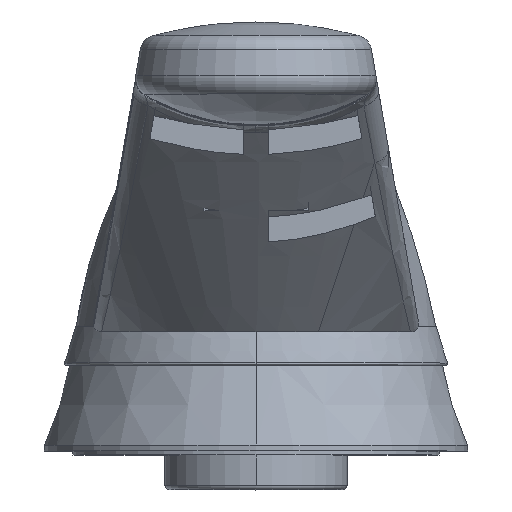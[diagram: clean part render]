
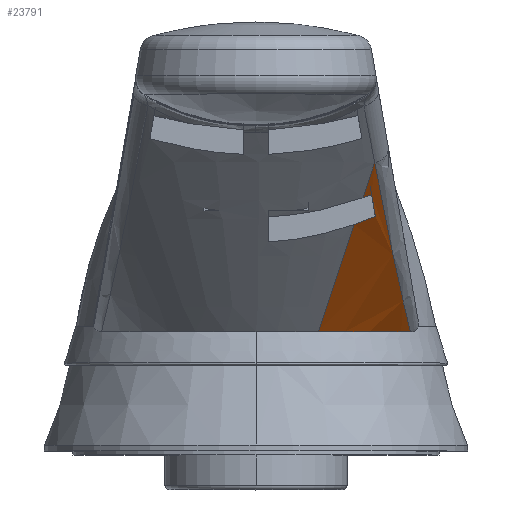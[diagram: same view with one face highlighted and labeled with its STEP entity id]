
A CAD part, top view. The second image highlights one B-rep face of the part: STEP entity #23791.
In plain terms, the highlighted conical face has half-angle 44.289 degrees and reference radius 43.303 mm.
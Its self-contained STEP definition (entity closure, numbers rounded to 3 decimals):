
#462=CARTESIAN_POINT('',(14.016,6.292,622.866));
#464=CARTESIAN_POINT('',(14.016,6.292,622.866));
#465=CARTESIAN_POINT('',(14.312,6.292,622.759));
#466=CARTESIAN_POINT('',(14.907,6.292,622.531));
#467=CARTESIAN_POINT('',(15.834,6.292,622.14));
#468=CARTESIAN_POINT('',(16.732,6.292,621.726));
#469=CARTESIAN_POINT('',(17.617,6.292,621.282));
#470=CARTESIAN_POINT('',(18.489,6.292,620.808));
#471=CARTESIAN_POINT('',(19.344,6.292,620.305));
#472=CARTESIAN_POINT('',(20.183,6.292,619.773));
#473=CARTESIAN_POINT('',(21.003,6.292,619.215));
#474=CARTESIAN_POINT('',(21.804,6.293,618.629));
#475=CARTESIAN_POINT('',(22.585,6.293,618.017));
#476=CARTESIAN_POINT('',(23.345,6.293,617.379));
#477=CARTESIAN_POINT('',(24.084,6.293,616.716));
#478=CARTESIAN_POINT('',(24.801,6.293,616.029));
#479=CARTESIAN_POINT('',(25.494,6.293,615.319));
#480=CARTESIAN_POINT('',(26.163,6.293,614.586));
#481=CARTESIAN_POINT('',(26.807,6.293,613.831));
#482=CARTESIAN_POINT('',(27.426,6.293,613.055));
#483=CARTESIAN_POINT('',(28.018,6.294,612.26));
#484=CARTESIAN_POINT('',(28.584,6.294,611.444));
#485=CARTESIAN_POINT('',(28.944,6.294,610.888));
#486=CARTESIAN_POINT('',(29.119,6.294,610.607));
#592=CARTESIAN_POINT('',(23.254,33.923,648.187));
#594=DIRECTION('',(-0.239,-0.716,-0.656));
#595=VECTOR('',#594,7.983);
#596=CARTESIAN_POINT('',(23.254,33.923,648.187));
#597=LINE('',#596,#595);
#638=CARTESIAN_POINT('',(19.884,23.843,638.95));
#5940=CARTESIAN_POINT('',(23.254,33.923,648.187));
#5941=CARTESIAN_POINT('',(23.756,31.322,645.303));
#5942=CARTESIAN_POINT('',(24.775,26.109,639.399));
#5943=CARTESIAN_POINT('',(26.053,19.845,631.8));
#5944=CARTESIAN_POINT('',(27.072,15.087,625.459));
#5945=CARTESIAN_POINT('',(27.783,11.888,620.809));
#5946=CARTESIAN_POINT('',(28.356,9.42,616.774));
#5947=CARTESIAN_POINT('',(28.791,7.611,613.425));
#5948=CARTESIAN_POINT('',(29.013,6.716,611.557));
#5949=CARTESIAN_POINT('',(29.119,6.294,610.607));
#5951=DIRECTION('',(0.239,0.716,0.656));
#5952=VECTOR('',#5951,24.518);
#5953=CARTESIAN_POINT('',(14.016,6.292,622.866));
#5954=LINE('',#5953,#5952);
#5959=CARTESIAN_POINT('',(23.366,25.181,638.951));
#5960=CARTESIAN_POINT('',(22.974,25.018,638.951));
#5961=CARTESIAN_POINT('',(22.195,24.702,638.951));
#5962=CARTESIAN_POINT('',(21.035,24.256,638.95));
#5963=CARTESIAN_POINT('',(20.267,23.978,638.95));
#5964=CARTESIAN_POINT('',(19.884,23.843,638.95));
#6014=CARTESIAN_POINT('',(21.344,28.208,642.95));
#6015=CARTESIAN_POINT('',(21.499,28.263,642.95));
#6016=CARTESIAN_POINT('',(21.811,28.374,642.951));
#6017=CARTESIAN_POINT('',(22.281,28.545,642.951));
#6018=CARTESIAN_POINT('',(22.595,28.662,642.951));
#6019=CARTESIAN_POINT('',(22.753,28.721,642.951));
#6049=CARTESIAN_POINT('',(22.753,28.721,642.951));
#6050=CARTESIAN_POINT('',(22.826,28.297,642.476));
#6051=CARTESIAN_POINT('',(22.97,27.468,641.548));
#6052=CARTESIAN_POINT('',(23.173,26.291,640.217));
#6053=CARTESIAN_POINT('',(23.303,25.544,639.367));
#6054=CARTESIAN_POINT('',(23.366,25.181,638.951));
#8829=VERTEX_POINT('',#462);
#8830=VERTEX_POINT('',#486);
#8853=VERTEX_POINT('',#592);
#8854=CARTESIAN_POINT('',(21.344,28.208,642.95));
#8855=VERTEX_POINT('',#8854);
#8858=VERTEX_POINT('',#638);
#9380=VERTEX_POINT('',#5959);
#9381=VERTEX_POINT('',#6049);
#23774=CARTESIAN_POINT('',(3.795,20.108,594.846));
#23775=DIRECTION('',(0.,1.,0.));
#23776=DIRECTION('',(0.343,0.,0.939));
#23777=AXIS2_PLACEMENT_3D('',#23774,#23775,#23776);
#23778=CONICAL_SURFACE('',#23777,43.303,44.289);
#23780=ORIENTED_EDGE('',*,*,#23779,.F.);
#23782=ORIENTED_EDGE('',*,*,#23781,.F.);
#23784=ORIENTED_EDGE('',*,*,#23783,.F.);
#23785=ORIENTED_EDGE('',*,*,#12432,.F.);
#23786=ORIENTED_EDGE('',*,*,#13595,.T.);
#23787=ORIENTED_EDGE('',*,*,#11342,.F.);
#23788=ORIENTED_EDGE('',*,*,#12440,.T.);
#23789=EDGE_LOOP('',(#23780,#23782,#23784,#23785,#23786,#23787,#23788));
#23790=FACE_OUTER_BOUND('',#23789,.F.);
#487=B_SPLINE_CURVE_WITH_KNOTS('',3,(#464,#465,#466,#467,#468,#469,#470,#471,
#472,#473,#474,#475,#476,#477,#478,#479,#480,#481,#482,#483,#484,#485,#486),
.UNSPECIFIED.,.F.,.F.,(4,1,1,1,1,1,1,1,1,1,1,1,1,1,1,1,1,1,1,1,4),(0.,0.05,
0.1,0.15,0.2,0.25,0.3,0.35,0.4,0.45,0.5,0.55,0.6,0.65,
0.7,0.75,0.8,0.85,0.9,0.95,1.),.UNSPECIFIED.);
#5950=B_SPLINE_CURVE_WITH_KNOTS('',3,(#5940,#5941,#5942,#5943,#5944,#5945,#5946,
#5947,#5948,#5949),.UNSPECIFIED.,.F.,.F.,(4,1,1,1,1,1,1,4),(0.,
0.252,0.511,0.636,0.761,
0.871,0.936,1.),.UNSPECIFIED.);
#5965=B_SPLINE_CURVE_WITH_KNOTS('',3,(#5959,#5960,#5961,#5962,#5963,#5964),
.UNSPECIFIED.,.F.,.F.,(4,1,1,4),(0.,0.333,0.667,1.),
.UNSPECIFIED.);
#6020=B_SPLINE_CURVE_WITH_KNOTS('',3,(#6014,#6015,#6016,#6017,#6018,#6019),
.UNSPECIFIED.,.F.,.F.,(4,1,1,4),(0.,0.333,0.667,1.),
.UNSPECIFIED.);
#6055=B_SPLINE_CURVE_WITH_KNOTS('',3,(#6049,#6050,#6051,#6052,#6053,#6054),
.UNSPECIFIED.,.F.,.F.,(4,1,1,4),(0.,0.333,0.667,1.),
.UNSPECIFIED.);
#11342=EDGE_CURVE('',#8829,#8830,#487,.T.);
#12432=EDGE_CURVE('',#8853,#8855,#597,.T.);
#12440=EDGE_CURVE('',#8829,#8858,#5954,.T.);
#13595=EDGE_CURVE('',#8853,#8830,#5950,.T.);
#23779=EDGE_CURVE('',#9380,#8858,#5965,.T.);
#23781=EDGE_CURVE('',#9381,#9380,#6055,.T.);
#23783=EDGE_CURVE('',#8855,#9381,#6020,.T.);
#23791=ADVANCED_FACE('',(#23790),#23778,.T.);
